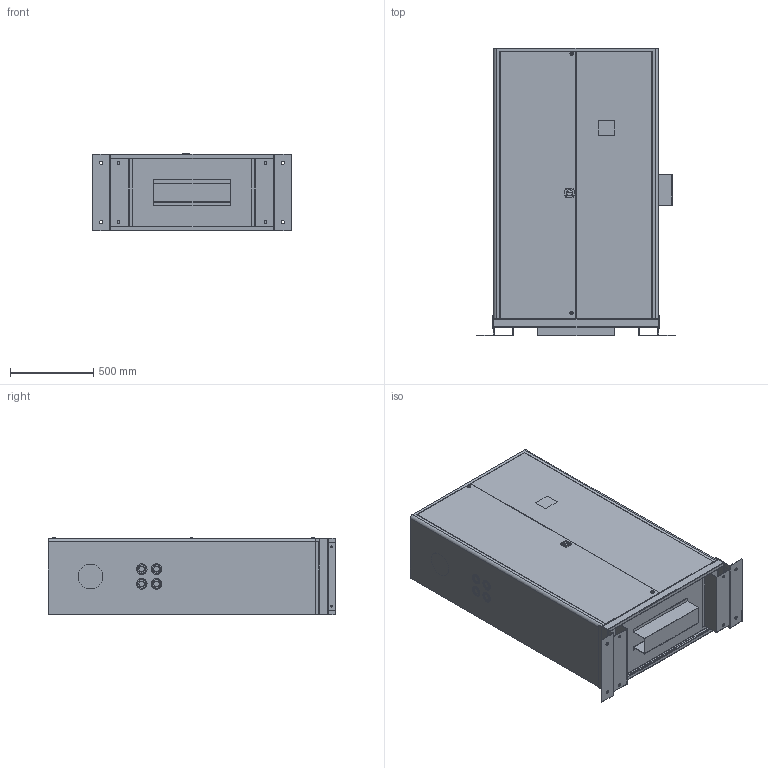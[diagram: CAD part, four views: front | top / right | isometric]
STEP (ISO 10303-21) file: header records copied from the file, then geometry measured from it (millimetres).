
FILE_DESCRIPTION (( 'STEP AP214' ), '1' );
FILE_NAME ('INV3-SM.STEP', '2025-09-12T21:09:32', ( '' ), ( '' ), 'SwSTEP 2.0', 'SolidWorks 2016', '' );
FILE_SCHEMA (( 'AUTOMOTIVE_DESIGN' ));
Length unit declared in the file: inch
Products named in the file (7): INV3 Item 1; INV3 Item 2; INV3; 5088-025; WR Pull Handle; INV3-SM; WR Lock01
Assembly tree (8 placements, depth 3):
  INV3-SM
    INV3
      INV3 Item 2
      INV3 Item 1
      WR Lock01  x2
      WR Pull Handle
    5088-025  x2
Bounding box: 1193.8 x 1727.2 x 463.59 mm (x, y, z)
Volume: 739461205.6 mm3; surface area: 8534414.3 mm2
Topology: 10 solids, 10 shells, 439 faces, 960 edges, 602 vertices
Faces by surface type: plane 240, cylinder 189, bspline 6, cone 4
Entity records: 11245 total; most frequent: CARTESIAN_POINT 1999, DIRECTION 1982, ORIENTED_EDGE 1710, EDGE_CURVE 855, AXIS2_PLACEMENT_3D 741, VERTEX_POINT 540, VECTOR 500, LINE 500
